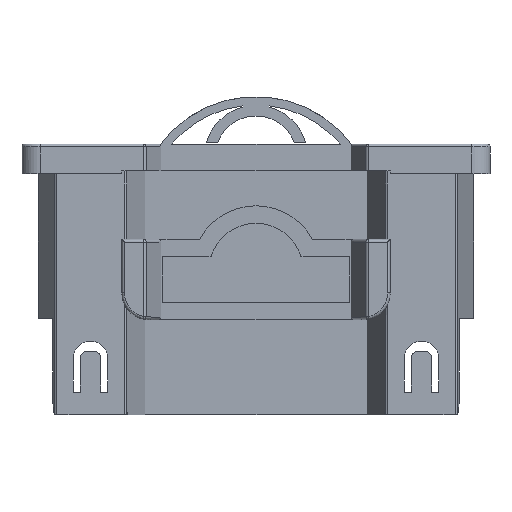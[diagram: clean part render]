
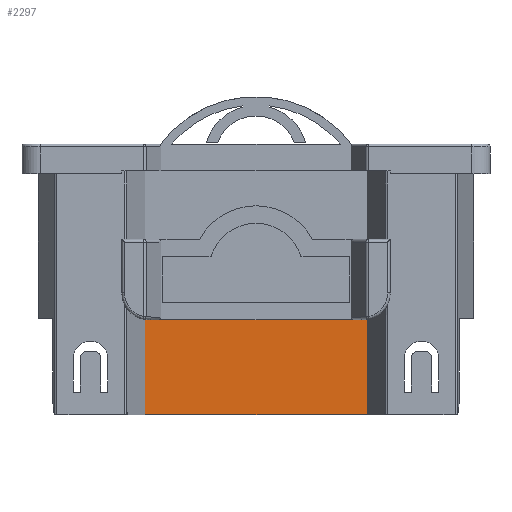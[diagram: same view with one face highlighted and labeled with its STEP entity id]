
A CAD part, front view. The second image highlights one B-rep face of the part: STEP entity #2297.
In plain terms, the highlighted planar face has unit normal (0, -1, 0).
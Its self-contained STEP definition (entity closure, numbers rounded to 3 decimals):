
#2 = VERTEX_POINT ( 'NONE', #1763 ) ;
#108 = VECTOR ( 'NONE', #2719, 1000. ) ;
#131 = EDGE_CURVE ( 'NONE', #1659, #1168, #4829, .T. ) ;
#182 = DIRECTION ( 'NONE',  ( 0., -1., 0. ) ) ;
#237 = CIRCLE ( 'NONE', #959, 2. ) ;
#239 = DIRECTION ( 'NONE',  ( 0., 0., 1. ) ) ;
#375 = EDGE_CURVE ( 'NONE', #627, #2, #237, .T. ) ;
#395 = LINE ( 'NONE', #5952, #108 ) ;
#409 = PLANE ( 'NONE',  #3366 ) ;
#627 = VERTEX_POINT ( 'NONE', #1876 ) ;
#959 = AXIS2_PLACEMENT_3D ( 'NONE', #5795, #182, #1559 ) ;
#1127 = CARTESIAN_POINT ( 'NONE',  ( 25.45, 4.45, 7.1 ) ) ;
#1148 = EDGE_CURVE ( 'NONE', #1659, #1938, #4892, .T. ) ;
#1168 = VERTEX_POINT ( 'NONE', #4190 ) ;
#1291 = VERTEX_POINT ( 'NONE', #1127 ) ;
#1384 = ORIENTED_EDGE ( 'NONE', *, *, #131, .F. ) ;
#1489 = AXIS2_PLACEMENT_3D ( 'NONE', #4757, #2455, #2501 ) ;
#1559 = DIRECTION ( 'NONE',  ( 1., 0., 0. ) ) ;
#1659 = VERTEX_POINT ( 'NONE', #3054 ) ;
#1763 = CARTESIAN_POINT ( 'NONE',  ( 9.45, 4.45, 7.1 ) ) ;
#1827 = ORIENTED_EDGE ( 'NONE', *, *, #375, .F. ) ;
#1876 = CARTESIAN_POINT ( 'NONE',  ( 9.169, 4.45, 7.12 ) ) ;
#1938 = VERTEX_POINT ( 'NONE', #5197 ) ;
#2077 = CIRCLE ( 'NONE', #1489, 2. ) ;
#2297 = ADVANCED_FACE ( 'NONE', ( #3315 ), #409, .T. ) ;
#2340 = CARTESIAN_POINT ( 'NONE',  ( 25.731, 4.45, 1.407 ) ) ;
#2455 = DIRECTION ( 'NONE',  ( 0., -1., 0. ) ) ;
#2501 = DIRECTION ( 'NONE',  ( 0., 0., 1. ) ) ;
#2653 = ORIENTED_EDGE ( 'NONE', *, *, #1148, .T. ) ;
#2719 = DIRECTION ( 'NONE',  ( -1., 0., 0. ) ) ;
#2862 = DIRECTION ( 'NONE',  ( 0., 0., 1. ) ) ;
#3054 = CARTESIAN_POINT ( 'NONE',  ( 25.731, 4.45, 0. ) ) ;
#3202 = LINE ( 'NONE', #3448, #5412 ) ;
#3315 = FACE_OUTER_BOUND ( 'NONE', #5005, .T. ) ;
#3366 = AXIS2_PLACEMENT_3D ( 'NONE', #4096, #4061, #5032 ) ;
#3448 = CARTESIAN_POINT ( 'NONE',  ( 9.169, 4.45, 0. ) ) ;
#3487 = ORIENTED_EDGE ( 'NONE', *, *, #4773, .T. ) ;
#3712 = VECTOR ( 'NONE', #2862, 1000. ) ;
#3872 = ORIENTED_EDGE ( 'NONE', *, *, #4982, .F. ) ;
#4061 = DIRECTION ( 'NONE',  ( 0., -1., 0. ) ) ;
#4096 = CARTESIAN_POINT ( 'NONE',  ( 17.45, 4.45, 1.407 ) ) ;
#4163 = CARTESIAN_POINT ( 'NONE',  ( 17.45, 4.45, 0. ) ) ;
#4190 = CARTESIAN_POINT ( 'NONE',  ( 9.169, 4.45, 0. ) ) ;
#4666 = VECTOR ( 'NONE', #5091, 1000. ) ;
#4757 = CARTESIAN_POINT ( 'NONE',  ( 25.45, 4.45, 9.1 ) ) ;
#4773 = EDGE_CURVE ( 'NONE', #1291, #2, #395, .T. ) ;
#4829 = LINE ( 'NONE', #4163, #4666 ) ;
#4892 = LINE ( 'NONE', #2340, #3712 ) ;
#4982 = EDGE_CURVE ( 'NONE', #1291, #1938, #2077, .T. ) ;
#5005 = EDGE_LOOP ( 'NONE', ( #1827, #5301, #1384, #2653, #3872, #3487 ) ) ;
#5032 = DIRECTION ( 'NONE',  ( 0., 0., -1. ) ) ;
#5091 = DIRECTION ( 'NONE',  ( -1., 0., 0. ) ) ;
#5197 = CARTESIAN_POINT ( 'NONE',  ( 25.731, 4.45, 7.12 ) ) ;
#5301 = ORIENTED_EDGE ( 'NONE', *, *, #5502, .F. ) ;
#5412 = VECTOR ( 'NONE', #239, 1000. ) ;
#5502 = EDGE_CURVE ( 'NONE', #1168, #627, #3202, .T. ) ;
#5795 = CARTESIAN_POINT ( 'NONE',  ( 9.45, 4.45, 9.1 ) ) ;
#5952 = CARTESIAN_POINT ( 'NONE',  ( 17.45, 4.45, 7.1 ) ) ;
